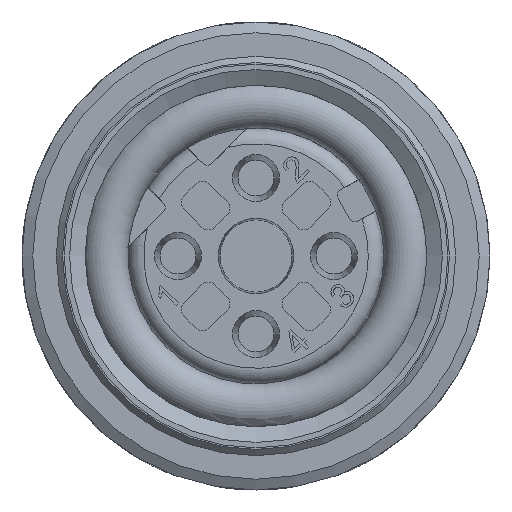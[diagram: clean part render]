
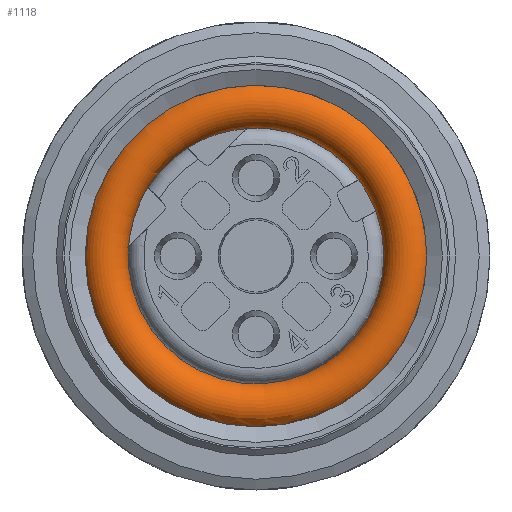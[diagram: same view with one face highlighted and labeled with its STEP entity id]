
A CAD part, left-side view. The second image highlights one B-rep face of the part: STEP entity #1118.
In plain terms, the highlighted toroidal (fillet/blend) face has major radius 4.845 mm and minor radius 0.75 mm.
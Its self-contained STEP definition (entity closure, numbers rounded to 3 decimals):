
#1118=ADVANCED_FACE('',(#1561,#1562),#1390,.T.);
#1390=TOROIDAL_SURFACE('',#4420,4.845,0.75);
#1395=B_SPLINE_CURVE_WITH_KNOTS('',3,(#5638,#5639,#5640,#5641,#5642,#5643,
#5644,#5645,#5646,#5647),.UNSPECIFIED.,.F.,.F.,(4,3,3,4),(0.,0.278,
0.684,1.),.UNSPECIFIED.);
#1396=B_SPLINE_CURVE_WITH_KNOTS('',3,(#5652,#5653,#5654,#5655,#5656,#5657,
#5658,#5659,#5660,#5661),.UNSPECIFIED.,.F.,.F.,(4,3,3,4),(0.,0.407,
0.722,1.),.UNSPECIFIED.);
#1397=B_SPLINE_CURVE_WITH_KNOTS('',3,(#5665,#5666,#5667,#5668,#5669,#5670,
#5671,#5672,#5673,#5674,#5675,#5676,#5677),.UNSPECIFIED.,.F.,.F.,(4,3,3,
3,4),(0.,0.272,0.543,0.914,1.),
 .UNSPECIFIED.);
#1398=B_SPLINE_CURVE_WITH_KNOTS('',3,(#5681,#5682,#5683,#5684,#5685,#5686,
#5687,#5688,#5689,#5690),.UNSPECIFIED.,.F.,.F.,(4,3,3,4),(0.,0.404,
0.722,1.),.UNSPECIFIED.);
#1399=B_SPLINE_CURVE_WITH_KNOTS('',3,(#5694,#5695,#5696,#5697,#5698,#5699,
#5700,#5701,#5702,#5703),.UNSPECIFIED.,.F.,.F.,(4,3,3,4),(0.,0.404,
0.722,1.),.UNSPECIFIED.);
#1400=B_SPLINE_CURVE_WITH_KNOTS('',3,(#5707,#5708,#5709,#5710,#5711,#5712,
#5713,#5714,#5715,#5716,#5717,#5718,#5719),.UNSPECIFIED.,.F.,.F.,(4,3,3,
3,4),(0.,0.272,0.543,0.914,1.),
 .UNSPECIFIED.);
#1561=FACE_BOUND('',#1651,.T.);
#1562=FACE_BOUND('',#1652,.T.);
#1651=EDGE_LOOP('',(#1978));
#1652=EDGE_LOOP('',(#1979,#1980,#1981,#1982,#1983,#1984,#1985,#1986,#1987,
#1988,#1989,#1990));
#1978=ORIENTED_EDGE('',*,*,#3647,.T.);
#1979=ORIENTED_EDGE('',*,*,#3648,.T.);
#1980=ORIENTED_EDGE('',*,*,#3649,.T.);
#1981=ORIENTED_EDGE('',*,*,#3650,.T.);
#1982=ORIENTED_EDGE('',*,*,#3651,.F.);
#1983=ORIENTED_EDGE('',*,*,#3652,.T.);
#1984=ORIENTED_EDGE('',*,*,#3653,.F.);
#1985=ORIENTED_EDGE('',*,*,#3654,.T.);
#1986=ORIENTED_EDGE('',*,*,#3655,.F.);
#1987=ORIENTED_EDGE('',*,*,#3656,.F.);
#1988=ORIENTED_EDGE('',*,*,#3657,.T.);
#1989=ORIENTED_EDGE('',*,*,#3658,.F.);
#1990=ORIENTED_EDGE('',*,*,#3659,.F.);
#3234=VERTEX_POINT('',#5637);
#3235=VERTEX_POINT('',#5648);
#3236=VERTEX_POINT('',#5649);
#3237=VERTEX_POINT('',#5651);
#3238=VERTEX_POINT('',#5662);
#3239=VERTEX_POINT('',#5664);
#3240=VERTEX_POINT('',#5678);
#3241=VERTEX_POINT('',#5680);
#3242=VERTEX_POINT('',#5691);
#3243=VERTEX_POINT('',#5693);
#3244=VERTEX_POINT('',#5704);
#3245=VERTEX_POINT('',#5706);
#3246=VERTEX_POINT('',#5720);
#3647=EDGE_CURVE('',#3234,#3234,#4275,.T.);
#3648=EDGE_CURVE('',#3235,#3236,#1395,.T.);
#3649=EDGE_CURVE('',#3236,#3237,#4276,.T.);
#3650=EDGE_CURVE('',#3237,#3238,#1396,.T.);
#3651=EDGE_CURVE('',#3239,#3238,#4277,.T.);
#3652=EDGE_CURVE('',#3239,#3240,#1397,.T.);
#3653=EDGE_CURVE('',#3241,#3240,#4278,.T.);
#3654=EDGE_CURVE('',#3241,#3242,#1398,.T.);
#3655=EDGE_CURVE('',#3243,#3242,#4279,.T.);
#3656=EDGE_CURVE('',#3244,#3243,#1399,.T.);
#3657=EDGE_CURVE('',#3244,#3245,#4280,.T.);
#3658=EDGE_CURVE('',#3246,#3245,#1400,.T.);
#3659=EDGE_CURVE('',#3235,#3246,#4281,.T.);
#4275=CIRCLE('',#4413,5.475);
#4276=CIRCLE('',#4414,4.277);
#4277=CIRCLE('',#4415,4.1);
#4278=CIRCLE('',#4416,4.277);
#4279=CIRCLE('',#4417,4.1);
#4280=CIRCLE('',#4418,4.277);
#4281=CIRCLE('',#4419,4.1);
#4413=AXIS2_PLACEMENT_3D('',#5636,#4745,#4746);
#4414=AXIS2_PLACEMENT_3D('',#5650,#4747,#4748);
#4415=AXIS2_PLACEMENT_3D('',#5663,#4749,#4750);
#4416=AXIS2_PLACEMENT_3D('',#5679,#4751,#4752);
#4417=AXIS2_PLACEMENT_3D('',#5692,#4753,#4754);
#4418=AXIS2_PLACEMENT_3D('',#5705,#4755,#4756);
#4419=AXIS2_PLACEMENT_3D('',#5721,#4757,#4758);
#4420=AXIS2_PLACEMENT_3D('',#5722,#4759,#4760);
#4745=DIRECTION('',(-1.,0.,0.));
#4746=DIRECTION('',(0.,0.,-1.));
#4747=DIRECTION('',(1.,0.,0.));
#4748=DIRECTION('',(0.,1.,0.));
#4749=DIRECTION('',(-1.,0.,0.));
#4750=DIRECTION('',(0.,0.,-1.));
#4751=DIRECTION('',(-1.,0.,0.));
#4752=DIRECTION('',(0.,-1.,0.));
#4753=DIRECTION('',(-1.,0.,0.));
#4754=DIRECTION('',(0.,0.,-1.));
#4755=DIRECTION('',(1.,0.,0.));
#4756=DIRECTION('',(0.,1.,0.));
#4757=DIRECTION('',(-1.,0.,0.));
#4758=DIRECTION('',(0.,0.,-1.));
#4759=DIRECTION('',(1.,0.,0.));
#4760=DIRECTION('',(0.,0.,1.));
#5636=CARTESIAN_POINT('',(37.804,0.,0.));
#5637=CARTESIAN_POINT('',(37.804,0.,-5.475));
#5638=CARTESIAN_POINT('',(38.125,-3.293,2.442));
#5639=CARTESIAN_POINT('',(38.182,-3.287,2.439));
#5640=CARTESIAN_POINT('',(38.24,-3.287,2.439));
#5641=CARTESIAN_POINT('',(38.297,-3.293,2.442));
#5642=CARTESIAN_POINT('',(38.38,-3.302,2.447));
#5643=CARTESIAN_POINT('',(38.463,-3.323,2.459));
#5644=CARTESIAN_POINT('',(38.538,-3.355,2.476));
#5645=CARTESIAN_POINT('',(38.597,-3.38,2.49));
#5646=CARTESIAN_POINT('',(38.652,-3.413,2.507));
#5647=CARTESIAN_POINT('',(38.701,-3.45,2.528));
#5648=CARTESIAN_POINT('',(38.125,-3.293,2.442));
#5649=CARTESIAN_POINT('',(38.701,-3.45,2.528));
#5650=CARTESIAN_POINT('',(38.701,0.,0.));
#5651=CARTESIAN_POINT('',(38.701,-3.999,1.517));
#5652=CARTESIAN_POINT('',(38.701,-3.999,1.517));
#5653=CARTESIAN_POINT('',(38.638,-3.951,1.491));
#5654=CARTESIAN_POINT('',(38.564,-3.911,1.469));
#5655=CARTESIAN_POINT('',(38.487,-3.884,1.455));
#5656=CARTESIAN_POINT('',(38.426,-3.863,1.443));
#5657=CARTESIAN_POINT('',(38.362,-3.849,1.435));
#5658=CARTESIAN_POINT('',(38.297,-3.842,1.432));
#5659=CARTESIAN_POINT('',(38.24,-3.836,1.428));
#5660=CARTESIAN_POINT('',(38.182,-3.836,1.428));
#5661=CARTESIAN_POINT('',(38.125,-3.842,1.432));
#5662=CARTESIAN_POINT('',(38.125,-3.842,1.432));
#5663=CARTESIAN_POINT('',(38.125,0.,0.));
#5664=CARTESIAN_POINT('',(38.125,4.089,0.295));
#5665=CARTESIAN_POINT('',(38.125,4.089,0.295));
#5666=CARTESIAN_POINT('',(38.184,4.082,0.302));
#5667=CARTESIAN_POINT('',(38.246,4.082,0.302));
#5668=CARTESIAN_POINT('',(38.305,4.09,0.294));
#5669=CARTESIAN_POINT('',(38.364,4.098,0.286));
#5670=CARTESIAN_POINT('',(38.421,4.114,0.27));
#5671=CARTESIAN_POINT('',(38.473,4.135,0.249));
#5672=CARTESIAN_POINT('',(38.545,4.163,0.221));
#5673=CARTESIAN_POINT('',(38.609,4.202,0.182));
#5674=CARTESIAN_POINT('',(38.664,4.245,0.139));
#5675=CARTESIAN_POINT('',(38.677,4.255,0.129));
#5676=CARTESIAN_POINT('',(38.689,4.265,0.119));
#5677=CARTESIAN_POINT('',(38.701,4.276,0.108));
#5678=CARTESIAN_POINT('',(38.701,4.276,0.108));
#5679=CARTESIAN_POINT('',(38.701,0.,0.));
#5680=CARTESIAN_POINT('',(38.701,3.593,2.32));
#5681=CARTESIAN_POINT('',(38.701,3.593,2.32));
#5682=CARTESIAN_POINT('',(38.639,3.554,2.281));
#5683=CARTESIAN_POINT('',(38.566,3.522,2.249));
#5684=CARTESIAN_POINT('',(38.489,3.5,2.227));
#5685=CARTESIAN_POINT('',(38.428,3.482,2.209));
#5686=CARTESIAN_POINT('',(38.363,3.47,2.198));
#5687=CARTESIAN_POINT('',(38.297,3.465,2.192));
#5688=CARTESIAN_POINT('',(38.24,3.46,2.187));
#5689=CARTESIAN_POINT('',(38.182,3.46,2.187));
#5690=CARTESIAN_POINT('',(38.125,3.465,2.192));
#5691=CARTESIAN_POINT('',(38.125,3.465,2.192));
#5692=CARTESIAN_POINT('',(38.125,0.,0.));
#5693=CARTESIAN_POINT('',(38.125,2.192,3.465));
#5694=CARTESIAN_POINT('',(38.701,2.32,3.593));
#5695=CARTESIAN_POINT('',(38.639,2.281,3.554));
#5696=CARTESIAN_POINT('',(38.566,2.249,3.522));
#5697=CARTESIAN_POINT('',(38.489,2.227,3.5));
#5698=CARTESIAN_POINT('',(38.428,2.209,3.482));
#5699=CARTESIAN_POINT('',(38.363,2.198,3.47));
#5700=CARTESIAN_POINT('',(38.297,2.192,3.465));
#5701=CARTESIAN_POINT('',(38.24,2.187,3.46));
#5702=CARTESIAN_POINT('',(38.182,2.187,3.46));
#5703=CARTESIAN_POINT('',(38.125,2.192,3.465));
#5704=CARTESIAN_POINT('',(38.701,2.32,3.593));
#5705=CARTESIAN_POINT('',(38.701,0.,0.));
#5706=CARTESIAN_POINT('',(38.701,0.108,4.276));
#5707=CARTESIAN_POINT('',(38.125,0.295,4.089));
#5708=CARTESIAN_POINT('',(38.184,0.302,4.082));
#5709=CARTESIAN_POINT('',(38.246,0.302,4.082));
#5710=CARTESIAN_POINT('',(38.305,0.294,4.09));
#5711=CARTESIAN_POINT('',(38.364,0.286,4.098));
#5712=CARTESIAN_POINT('',(38.421,0.27,4.114));
#5713=CARTESIAN_POINT('',(38.473,0.249,4.135));
#5714=CARTESIAN_POINT('',(38.545,0.221,4.163));
#5715=CARTESIAN_POINT('',(38.609,0.182,4.202));
#5716=CARTESIAN_POINT('',(38.664,0.139,4.245));
#5717=CARTESIAN_POINT('',(38.677,0.129,4.255));
#5718=CARTESIAN_POINT('',(38.689,0.119,4.265));
#5719=CARTESIAN_POINT('',(38.701,0.108,4.276));
#5720=CARTESIAN_POINT('',(38.125,0.295,4.089));
#5721=CARTESIAN_POINT('',(38.125,0.,0.));
#5722=CARTESIAN_POINT('',(38.211,0.,0.));
